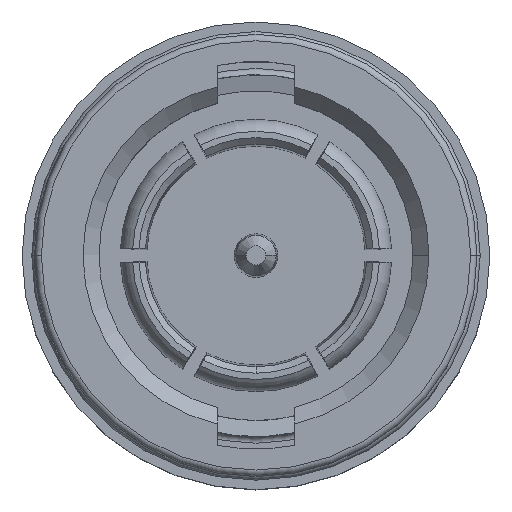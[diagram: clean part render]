
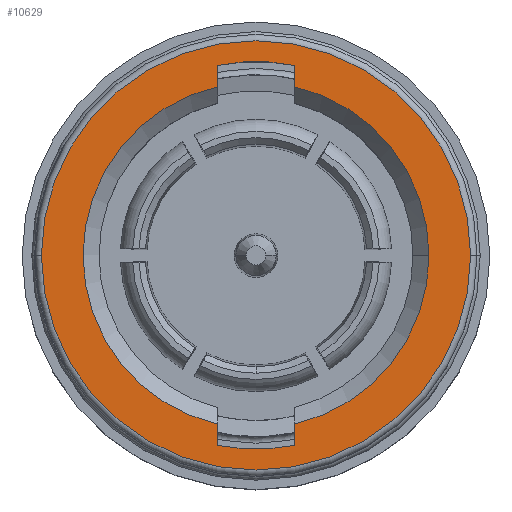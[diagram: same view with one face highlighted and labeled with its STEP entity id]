
A CAD part, top view. The second image highlights one B-rep face of the part: STEP entity #10629.
In plain terms, the highlighted planar face has unit normal (0, 0, 1).
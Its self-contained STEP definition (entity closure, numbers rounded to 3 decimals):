
#64 = EDGE_CURVE ( 'NONE', #12217, #7381, #3905, .T. ) ;
#158 = ORIENTED_EDGE ( 'NONE', *, *, #2476, .T. ) ;
#403 = DIRECTION ( 'NONE',  ( 0., 0., 1. ) ) ;
#491 = CARTESIAN_POINT ( 'NONE',  ( 0., 0., 0.85 ) ) ;
#581 = EDGE_CURVE ( 'NONE', #1979, #13966, #13501, .T. ) ;
#863 = CIRCLE ( 'NONE', #12656, 6.05 ) ;
#891 = CIRCLE ( 'NONE', #13906, 6.7 ) ;
#1087 = DIRECTION ( 'NONE',  ( 0., 0., 1. ) ) ;
#1099 = VECTOR ( 'NONE', #7353, 1000. ) ;
#1142 = DIRECTION ( 'NONE',  ( 1., 0., 0. ) ) ;
#1200 = DIRECTION ( 'NONE',  ( 1., 0., 0. ) ) ;
#1230 = LINE ( 'NONE', #7973, #3739 ) ;
#1669 = AXIS2_PLACEMENT_3D ( 'NONE', #9970, #2585, #11217 ) ;
#1695 = DIRECTION ( 'NONE',  ( 0., 0., -1. ) ) ;
#1774 = EDGE_CURVE ( 'NONE', #8429, #12632, #14176, .T. ) ;
#1979 = VERTEX_POINT ( 'NONE', #13393 ) ;
#1984 = CARTESIAN_POINT ( 'NONE',  ( -1.2, 5.93, 0.85 ) ) ;
#2038 = EDGE_CURVE ( 'NONE', #8345, #12217, #7665, .T. ) ;
#2113 = ORIENTED_EDGE ( 'NONE', *, *, #9809, .F. ) ;
#2353 = VERTEX_POINT ( 'NONE', #11945 ) ;
#2476 = EDGE_CURVE ( 'NONE', #13966, #1979, #891, .T. ) ;
#2513 = FACE_OUTER_BOUND ( 'NONE', #14162, .T. ) ;
#2585 = DIRECTION ( 'NONE',  ( 0., 0., 1. ) ) ;
#2736 = EDGE_LOOP ( 'NONE', ( #3852, #13680, #11806, #7828, #12858, #12633, #8533, #2113, #10550 ) ) ;
#3739 = VECTOR ( 'NONE', #6738, 1000. ) ;
#3757 = DIRECTION ( 'NONE',  ( 0., 1., 0. ) ) ;
#3852 = ORIENTED_EDGE ( 'NONE', *, *, #15169, .F. ) ;
#3905 = CIRCLE ( 'NONE', #12039, 5.4 ) ;
#4738 = VECTOR ( 'NONE', #15253, 1000. ) ;
#5103 = AXIS2_PLACEMENT_3D ( 'NONE', #9093, #1695, #10331 ) ;
#5155 = LINE ( 'NONE', #12401, #8413 ) ;
#5373 = EDGE_CURVE ( 'NONE', #7381, #9734, #14160, .T. ) ;
#6537 = DIRECTION ( 'NONE',  ( 0., 0., 1. ) ) ;
#6706 = EDGE_CURVE ( 'NONE', #9734, #11799, #5155, .T. ) ;
#6714 = CARTESIAN_POINT ( 'NONE',  ( 5.4, 0., 0.85 ) ) ;
#6738 = DIRECTION ( 'NONE',  ( 0., -1., 0. ) ) ;
#7353 = DIRECTION ( 'NONE',  ( 0., 1., 0. ) ) ;
#7381 = VERTEX_POINT ( 'NONE', #6714 ) ;
#7665 = LINE ( 'NONE', #14741, #1099 ) ;
#7805 = CARTESIAN_POINT ( 'NONE',  ( 0., 0., 0.85 ) ) ;
#7828 = ORIENTED_EDGE ( 'NONE', *, *, #64, .F. ) ;
#7973 = CARTESIAN_POINT ( 'NONE',  ( -1.2, 4.751, 0.85 ) ) ;
#8345 = VERTEX_POINT ( 'NONE', #10377 ) ;
#8413 = VECTOR ( 'NONE', #3757, 1000. ) ;
#8429 = VERTEX_POINT ( 'NONE', #11658 ) ;
#8473 = CARTESIAN_POINT ( 'NONE',  ( 0., 0., 0.85 ) ) ;
#8500 = CARTESIAN_POINT ( 'NONE',  ( 1.2, 5.265, 0.85 ) ) ;
#8517 = DIRECTION ( 'NONE',  ( 0., 0., 1. ) ) ;
#8533 = ORIENTED_EDGE ( 'NONE', *, *, #1774, .F. ) ;
#8591 = DIRECTION ( 'NONE',  ( 0., 0., 1. ) ) ;
#8684 = FACE_BOUND ( 'NONE', #2736, .T. ) ;
#8787 = ORIENTED_EDGE ( 'NONE', *, *, #581, .T. ) ;
#8988 = EDGE_CURVE ( 'NONE', #9624, #2353, #1230, .T. ) ;
#9050 = DIRECTION ( 'NONE',  ( -1., 0., 0. ) ) ;
#9084 = DIRECTION ( 'NONE',  ( 0., 0., 1. ) ) ;
#9093 = CARTESIAN_POINT ( 'NONE',  ( 0., 0., 0.85 ) ) ;
#9624 = VERTEX_POINT ( 'NONE', #1984 ) ;
#9734 = VERTEX_POINT ( 'NONE', #8500 ) ;
#9740 = DIRECTION ( 'NONE',  ( -1., 0., 0. ) ) ;
#9809 = EDGE_CURVE ( 'NONE', #2353, #8429, #13730, .T. ) ;
#9905 = AXIS2_PLACEMENT_3D ( 'NONE', #15936, #8517, #1142 ) ;
#9970 = CARTESIAN_POINT ( 'NONE',  ( 0., 0., 0.85 ) ) ;
#10160 = CARTESIAN_POINT ( 'NONE',  ( 1.2, -5.265, 0.85 ) ) ;
#10263 = PLANE ( 'NONE',  #5103 ) ;
#10331 = DIRECTION ( 'NONE',  ( -1., 0., 0. ) ) ;
#10377 = CARTESIAN_POINT ( 'NONE',  ( 1.2, -5.93, 0.85 ) ) ;
#10429 = EDGE_CURVE ( 'NONE', #12632, #8345, #13893, .T. ) ;
#10550 = ORIENTED_EDGE ( 'NONE', *, *, #8988, .F. ) ;
#10629 = ADVANCED_FACE ( 'NONE', ( #2513, #8684 ), #10263, .F. ) ;
#10678 = AXIS2_PLACEMENT_3D ( 'NONE', #16004, #8591, #1200 ) ;
#11217 = DIRECTION ( 'NONE',  ( 1., 0., 0. ) ) ;
#11658 = CARTESIAN_POINT ( 'NONE',  ( -1.2, -5.265, 0.85 ) ) ;
#11799 = VERTEX_POINT ( 'NONE', #15015 ) ;
#11806 = ORIENTED_EDGE ( 'NONE', *, *, #5373, .F. ) ;
#11939 = AXIS2_PLACEMENT_3D ( 'NONE', #7805, #403, #9050 ) ;
#11945 = CARTESIAN_POINT ( 'NONE',  ( -1.2, 5.265, 0.85 ) ) ;
#12039 = AXIS2_PLACEMENT_3D ( 'NONE', #491, #9084, #13985 ) ;
#12217 = VERTEX_POINT ( 'NONE', #10160 ) ;
#12401 = CARTESIAN_POINT ( 'NONE',  ( 1.2, 4.751, 0.85 ) ) ;
#12632 = VERTEX_POINT ( 'NONE', #15930 ) ;
#12633 = ORIENTED_EDGE ( 'NONE', *, *, #10429, .F. ) ;
#12656 = AXIS2_PLACEMENT_3D ( 'NONE', #13916, #6537, #15152 ) ;
#12858 = ORIENTED_EDGE ( 'NONE', *, *, #2038, .F. ) ;
#13393 = CARTESIAN_POINT ( 'NONE',  ( -6.7, 0., 0.85 ) ) ;
#13407 = CARTESIAN_POINT ( 'NONE',  ( 6.7, 0., 0.85 ) ) ;
#13501 = CIRCLE ( 'NONE', #11939, 6.7 ) ;
#13680 = ORIENTED_EDGE ( 'NONE', *, *, #6706, .F. ) ;
#13730 = CIRCLE ( 'NONE', #1669, 5.4 ) ;
#13893 = CIRCLE ( 'NONE', #10678, 6.05 ) ;
#13906 = AXIS2_PLACEMENT_3D ( 'NONE', #8473, #1087, #9740 ) ;
#13916 = CARTESIAN_POINT ( 'NONE',  ( 0., 0., 0.85 ) ) ;
#13966 = VERTEX_POINT ( 'NONE', #13407 ) ;
#13985 = DIRECTION ( 'NONE',  ( 1., 0., 0. ) ) ;
#14008 = CARTESIAN_POINT ( 'NONE',  ( -1.2, -4.751, 0.85 ) ) ;
#14160 = CIRCLE ( 'NONE', #9905, 5.4 ) ;
#14162 = EDGE_LOOP ( 'NONE', ( #8787, #158 ) ) ;
#14176 = LINE ( 'NONE', #14008, #4738 ) ;
#14741 = CARTESIAN_POINT ( 'NONE',  ( 1.2, -4.751, 0.85 ) ) ;
#15015 = CARTESIAN_POINT ( 'NONE',  ( 1.2, 5.93, 0.85 ) ) ;
#15152 = DIRECTION ( 'NONE',  ( -1., 0., 0. ) ) ;
#15169 = EDGE_CURVE ( 'NONE', #11799, #9624, #863, .T. ) ;
#15253 = DIRECTION ( 'NONE',  ( 0., -1., 0. ) ) ;
#15930 = CARTESIAN_POINT ( 'NONE',  ( -1.2, -5.93, 0.85 ) ) ;
#15936 = CARTESIAN_POINT ( 'NONE',  ( 0., 0., 0.85 ) ) ;
#16004 = CARTESIAN_POINT ( 'NONE',  ( 0., 0., 0.85 ) ) ;
